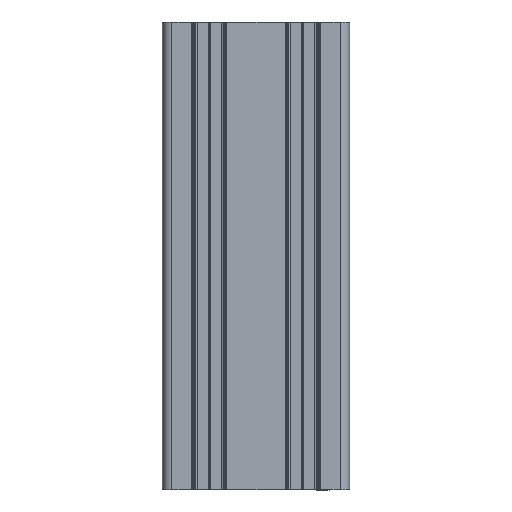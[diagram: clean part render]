
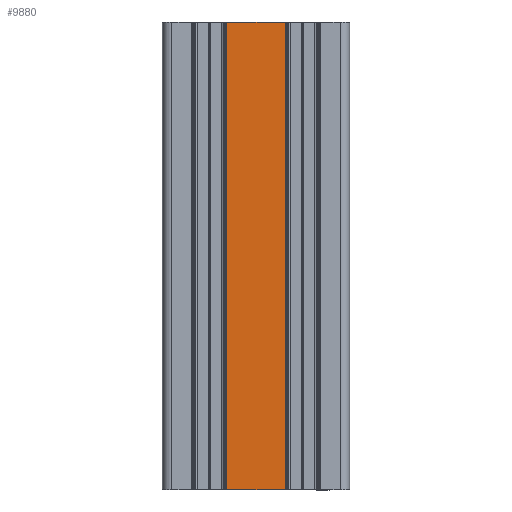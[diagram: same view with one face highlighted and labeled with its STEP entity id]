
A CAD part, left-side view. The second image highlights one B-rep face of the part: STEP entity #9880.
In plain terms, the highlighted planar face has unit normal (-1, 0, 0).
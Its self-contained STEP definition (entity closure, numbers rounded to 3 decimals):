
#13 = CARTESIAN_POINT ( 'NONE',  ( 6624.386, 878.701, 100. ) ) ;
#489 = EDGE_CURVE ( 'NONE', #11133, #8729, #10290, .T. ) ;
#846 = DIRECTION ( 'NONE',  ( 0., 0., -1. ) ) ;
#1115 = CARTESIAN_POINT ( 'NONE',  ( 6624.386, 866.301, 100. ) ) ;
#1463 = CARTESIAN_POINT ( 'NONE',  ( 6624.386, 866.301, 0. ) ) ;
#2900 = LINE ( 'NONE', #8427, #5841 ) ;
#3359 = DIRECTION ( 'NONE',  ( 1., 0., 0. ) ) ;
#3453 = ORIENTED_EDGE ( 'NONE', *, *, #4293, .F. ) ;
#3593 = ORIENTED_EDGE ( 'NONE', *, *, #489, .F. ) ;
#4293 = EDGE_CURVE ( 'NONE', #14381, #11133, #8009, .T. ) ;
#4648 = ORIENTED_EDGE ( 'NONE', *, *, #12292, .F. ) ;
#4741 = VECTOR ( 'NONE', #8174, 1000. ) ;
#5583 = CARTESIAN_POINT ( 'NONE',  ( 6624.386, 866.301, 100. ) ) ;
#5841 = VECTOR ( 'NONE', #9628, 1000. ) ;
#6942 = CARTESIAN_POINT ( 'NONE',  ( 6624.386, 878.701, 100. ) ) ;
#7583 = AXIS2_PLACEMENT_3D ( 'NONE', #10713, #3359, #11911 ) ;
#7919 = EDGE_CURVE ( 'NONE', #14596, #8729, #2900, .T. ) ;
#8009 = LINE ( 'NONE', #11392, #14823 ) ;
#8174 = DIRECTION ( 'NONE',  ( 0., 0., 1. ) ) ;
#8251 = ORIENTED_EDGE ( 'NONE', *, *, #7919, .T. ) ;
#8294 = PLANE ( 'NONE',  #7583 ) ;
#8427 = CARTESIAN_POINT ( 'NONE',  ( 6624.386, 878.701, 0. ) ) ;
#8729 = VERTEX_POINT ( 'NONE', #1463 ) ;
#9062 = CARTESIAN_POINT ( 'NONE',  ( 6624.386, 878.701, 0. ) ) ;
#9628 = DIRECTION ( 'NONE',  ( 0., -1., 0. ) ) ;
#9880 = ADVANCED_FACE ( 'NONE', ( #14265 ), #8294, .F. ) ;
#10149 = VECTOR ( 'NONE', #846, 1000. ) ;
#10290 = LINE ( 'NONE', #1115, #10149 ) ;
#10484 = EDGE_LOOP ( 'NONE', ( #3593, #3453, #4648, #8251 ) ) ;
#10713 = CARTESIAN_POINT ( 'NONE',  ( 6624.386, 878.701, 100. ) ) ;
#11133 = VERTEX_POINT ( 'NONE', #5583 ) ;
#11337 = DIRECTION ( 'NONE',  ( 0., -1., 0. ) ) ;
#11392 = CARTESIAN_POINT ( 'NONE',  ( 6624.386, 859.898, 100. ) ) ;
#11911 = DIRECTION ( 'NONE',  ( 0., 1., 0. ) ) ;
#12292 = EDGE_CURVE ( 'NONE', #14596, #14381, #14836, .T. ) ;
#14265 = FACE_OUTER_BOUND ( 'NONE', #10484, .T. ) ;
#14381 = VERTEX_POINT ( 'NONE', #13 ) ;
#14596 = VERTEX_POINT ( 'NONE', #9062 ) ;
#14823 = VECTOR ( 'NONE', #11337, 1000. ) ;
#14836 = LINE ( 'NONE', #6942, #4741 ) ;
